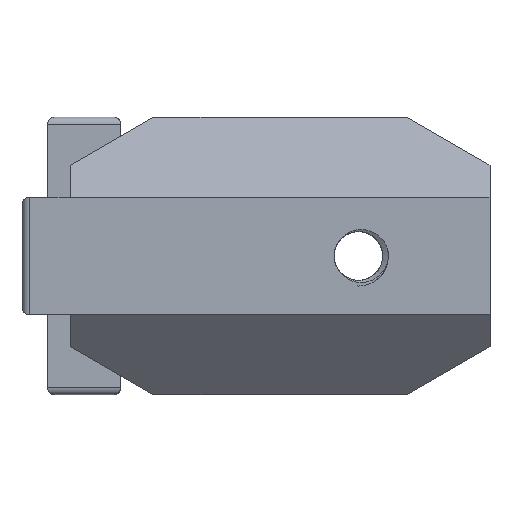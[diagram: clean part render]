
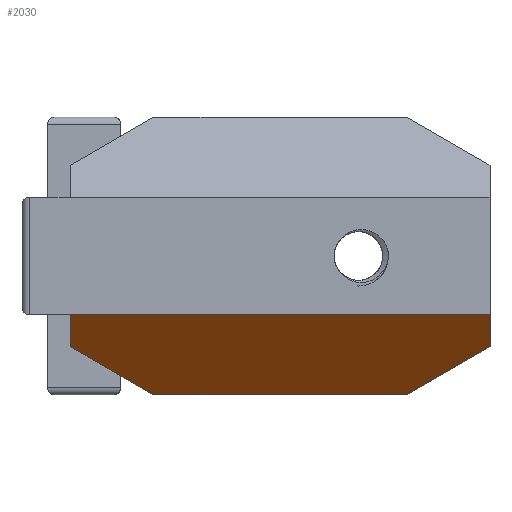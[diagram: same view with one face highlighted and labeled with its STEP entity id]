
A CAD part, front view. The second image highlights one B-rep face of the part: STEP entity #2030.
In plain terms, the highlighted planar face has unit normal (0, -0.74, -0.673).
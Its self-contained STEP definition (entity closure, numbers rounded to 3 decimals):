
#57=PLANE('',#2180);
#142=FACE_OUTER_BOUND('',#266,.T.);
#266=EDGE_LOOP('',(#1677,#1678,#1679,#1680,#1681,#1682));
#544=LINE('',#6393,#692);
#552=LINE('',#6412,#700);
#575=LINE('',#6464,#723);
#581=LINE('',#6475,#729);
#582=LINE('',#6477,#730);
#583=LINE('',#6478,#731);
#692=VECTOR('',#2488,1000.);
#700=VECTOR('',#2502,1000.);
#723=VECTOR('',#2541,1000.);
#729=VECTOR('',#2549,1000.);
#730=VECTOR('',#2552,1000.);
#731=VECTOR('',#2553,1000.);
#902=VERTEX_POINT('',#6390);
#903=VERTEX_POINT('',#6392);
#911=VERTEX_POINT('',#6411);
#931=VERTEX_POINT('',#6462);
#932=VERTEX_POINT('',#6463);
#936=VERTEX_POINT('',#6473);
#1150=EDGE_CURVE('',#902,#903,#544,.T.);
#1160=EDGE_CURVE('',#903,#911,#552,.T.);
#1187=EDGE_CURVE('',#931,#932,#575,.T.);
#1193=EDGE_CURVE('',#902,#936,#581,.T.);
#1194=EDGE_CURVE('',#936,#931,#582,.T.);
#1195=EDGE_CURVE('',#932,#911,#583,.T.);
#1677=ORIENTED_EDGE('',*,*,#1193,.T.);
#1678=ORIENTED_EDGE('',*,*,#1194,.T.);
#1679=ORIENTED_EDGE('',*,*,#1187,.T.);
#1680=ORIENTED_EDGE('',*,*,#1195,.T.);
#1681=ORIENTED_EDGE('',*,*,#1160,.F.);
#1682=ORIENTED_EDGE('',*,*,#1150,.F.);
#2030=ADVANCED_FACE('',(#142),#57,.T.);
#2180=AXIS2_PLACEMENT_3D('',#6476,#2550,#2551);
#2488=DIRECTION('',(1.,0.,0.));
#2502=DIRECTION('',(0.,0.673,-0.74));
#2541=DIRECTION('',(1.,0.,0.));
#2549=DIRECTION('',(0.,0.673,-0.74));
#2550=DIRECTION('center_axis',(0.,-0.74,-0.673));
#2551=DIRECTION('ref_axis',(0.,0.673,-0.74));
#2552=DIRECTION('',(0.788,0.414,-0.455));
#2553=DIRECTION('',(0.788,-0.414,0.455));
#6390=CARTESIAN_POINT('',(3.3,0.,0.));
#6392=CARTESIAN_POINT('',(32.,0.,0.));
#6393=CARTESIAN_POINT('',(3.3,0.,0.));
#6411=CARTESIAN_POINT('',(32.,2.008,-2.209));
#6412=CARTESIAN_POINT('',(32.,0.,0.));
#6462=CARTESIAN_POINT('',(9.016,5.,-5.5));
#6463=CARTESIAN_POINT('',(26.3,5.,-5.5));
#6464=CARTESIAN_POINT('',(3.3,5.,-5.5));
#6473=CARTESIAN_POINT('',(3.3,2.,-2.2));
#6475=CARTESIAN_POINT('',(3.3,0.,0.));
#6476=CARTESIAN_POINT('Origin',(3.3,0.,0.));
#6477=CARTESIAN_POINT('',(1.858,1.243,-1.367));
#6478=CARTESIAN_POINT('',(15.609,10.611,-11.673));
